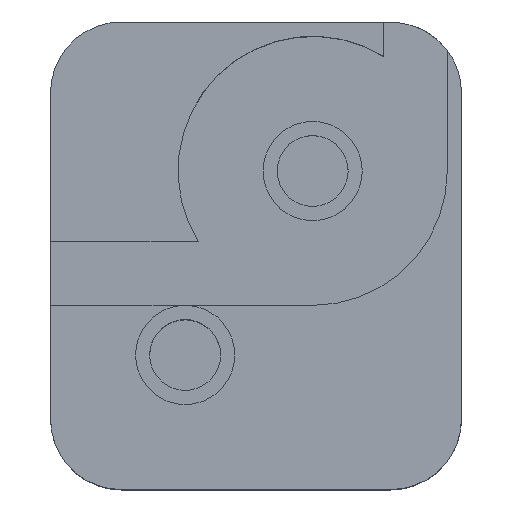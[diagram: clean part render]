
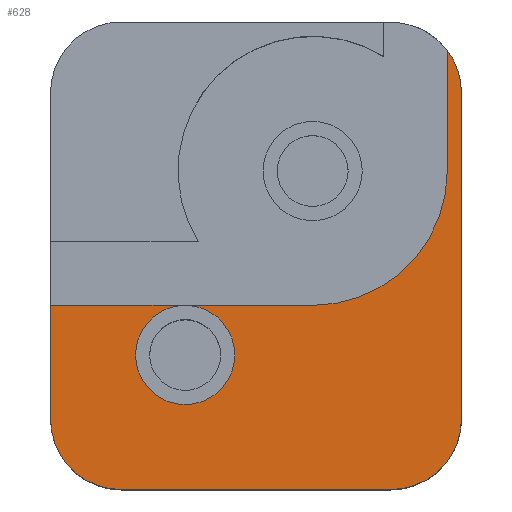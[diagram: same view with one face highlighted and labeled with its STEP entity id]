
A CAD part, top view. The second image highlights one B-rep face of the part: STEP entity #628.
In plain terms, the highlighted planar face has unit normal (0, 0, 1).
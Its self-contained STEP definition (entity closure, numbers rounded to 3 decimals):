
#21=PLANE('',#670);
#44=FACE_OUTER_BOUND('',#82,.T.);
#82=EDGE_LOOP('',(#442,#443,#444,#445,#446,#447,#448,#449,#450,#451,#452,
#453));
#129=LINE('',#954,#187);
#140=LINE('',#976,#198);
#141=LINE('',#980,#199);
#142=LINE('',#984,#200);
#143=LINE('',#988,#201);
#144=LINE('',#992,#202);
#187=VECTOR('',#750,10.);
#198=VECTOR('',#763,10.);
#199=VECTOR('',#766,10.);
#200=VECTOR('',#769,10.);
#201=VECTOR('',#772,10.);
#202=VECTOR('',#777,10.);
#243=CIRCLE('',#667,5.);
#244=CIRCLE('',#671,5.);
#245=CIRCLE('',#672,5.);
#246=CIRCLE('',#673,9.5);
#247=CIRCLE('',#674,3.5);
#248=CIRCLE('',#675,3.5);
#273=VERTEX_POINT('',#944);
#274=VERTEX_POINT('',#945);
#277=VERTEX_POINT('',#953);
#287=VERTEX_POINT('',#975);
#288=VERTEX_POINT('',#977);
#289=VERTEX_POINT('',#979);
#290=VERTEX_POINT('',#981);
#291=VERTEX_POINT('',#983);
#292=VERTEX_POINT('',#985);
#293=VERTEX_POINT('',#987);
#294=VERTEX_POINT('',#989);
#334=EDGE_CURVE('',#273,#274,#243,.T.);
#338=EDGE_CURVE('',#277,#274,#129,.T.);
#349=EDGE_CURVE('',#273,#287,#140,.T.);
#350=EDGE_CURVE('',#288,#287,#244,.T.);
#351=EDGE_CURVE('',#288,#289,#141,.T.);
#352=EDGE_CURVE('',#290,#289,#245,.T.);
#353=EDGE_CURVE('',#290,#291,#142,.T.);
#354=EDGE_CURVE('',#291,#292,#246,.T.);
#355=EDGE_CURVE('',#292,#293,#143,.T.);
#356=EDGE_CURVE('',#293,#294,#247,.T.);
#357=EDGE_CURVE('',#294,#293,#248,.T.);
#358=EDGE_CURVE('',#293,#277,#144,.T.);
#442=ORIENTED_EDGE('',*,*,#334,.F.);
#443=ORIENTED_EDGE('',*,*,#349,.T.);
#444=ORIENTED_EDGE('',*,*,#350,.F.);
#445=ORIENTED_EDGE('',*,*,#351,.T.);
#446=ORIENTED_EDGE('',*,*,#352,.F.);
#447=ORIENTED_EDGE('',*,*,#353,.T.);
#448=ORIENTED_EDGE('',*,*,#354,.T.);
#449=ORIENTED_EDGE('',*,*,#355,.T.);
#450=ORIENTED_EDGE('',*,*,#356,.T.);
#451=ORIENTED_EDGE('',*,*,#357,.T.);
#452=ORIENTED_EDGE('',*,*,#358,.T.);
#453=ORIENTED_EDGE('',*,*,#338,.T.);
#628=ADVANCED_FACE('',(#44),#21,.T.);
#667=AXIS2_PLACEMENT_3D('',#946,#742,#743);
#670=AXIS2_PLACEMENT_3D('',#974,#761,#762);
#671=AXIS2_PLACEMENT_3D('',#978,#764,#765);
#672=AXIS2_PLACEMENT_3D('',#982,#767,#768);
#673=AXIS2_PLACEMENT_3D('',#986,#770,#771);
#674=AXIS2_PLACEMENT_3D('',#990,#773,#774);
#675=AXIS2_PLACEMENT_3D('',#991,#775,#776);
#742=DIRECTION('center_axis',(0.,0.,-1.));
#743=DIRECTION('ref_axis',(-0.707,-0.707,0.));
#750=DIRECTION('',(0.,-1.,0.));
#761=DIRECTION('center_axis',(0.,0.,1.));
#762=DIRECTION('ref_axis',(1.,0.,0.));
#763=DIRECTION('',(1.,0.,0.));
#764=DIRECTION('center_axis',(0.,0.,-1.));
#765=DIRECTION('ref_axis',(0.707,-0.707,0.));
#766=DIRECTION('',(0.,1.,0.));
#767=DIRECTION('center_axis',(0.,0.,-1.));
#768=DIRECTION('ref_axis',(0.707,0.707,0.));
#769=DIRECTION('',(0.,-1.,0.));
#770=DIRECTION('center_axis',(0.,0.,-1.));
#771=DIRECTION('ref_axis',(1.,0.,0.));
#772=DIRECTION('',(-1.,0.,0.));
#773=DIRECTION('center_axis',(0.,0.,-1.));
#774=DIRECTION('ref_axis',(1.,0.,0.));
#775=DIRECTION('center_axis',(0.,0.,-1.));
#776=DIRECTION('ref_axis',(1.,0.,0.));
#777=DIRECTION('',(-1.,0.,0.));
#944=CARTESIAN_POINT('',(-9.5,-16.5,16.));
#945=CARTESIAN_POINT('',(-14.5,-11.5,16.));
#946=CARTESIAN_POINT('Origin',(-9.5,-11.5,16.));
#953=CARTESIAN_POINT('',(-14.5,-3.5,16.));
#954=CARTESIAN_POINT('',(-14.5,-16.5,16.));
#974=CARTESIAN_POINT('Origin',(0.,0.,16.));
#975=CARTESIAN_POINT('',(9.5,-16.5,16.));
#976=CARTESIAN_POINT('',(14.5,-16.5,16.));
#977=CARTESIAN_POINT('',(14.5,-11.5,16.));
#978=CARTESIAN_POINT('Origin',(9.5,-11.5,16.));
#979=CARTESIAN_POINT('',(14.5,11.5,16.));
#980=CARTESIAN_POINT('',(14.5,16.5,16.));
#981=CARTESIAN_POINT('',(13.5,14.5,16.));
#982=CARTESIAN_POINT('Origin',(9.5,11.5,16.));
#983=CARTESIAN_POINT('',(13.5,6.,16.));
#984=CARTESIAN_POINT('',(13.5,3.,16.));
#985=CARTESIAN_POINT('',(4.,-3.5,16.));
#986=CARTESIAN_POINT('Origin',(4.,6.,16.));
#987=CARTESIAN_POINT('',(-5.,-3.5,16.));
#988=CARTESIAN_POINT('',(-7.25,-3.5,16.));
#989=CARTESIAN_POINT('',(-8.5,-7.,16.));
#990=CARTESIAN_POINT('Origin',(-5.,-7.,16.));
#991=CARTESIAN_POINT('Origin',(-5.,-7.,16.));
#992=CARTESIAN_POINT('',(-7.25,-3.5,16.));
